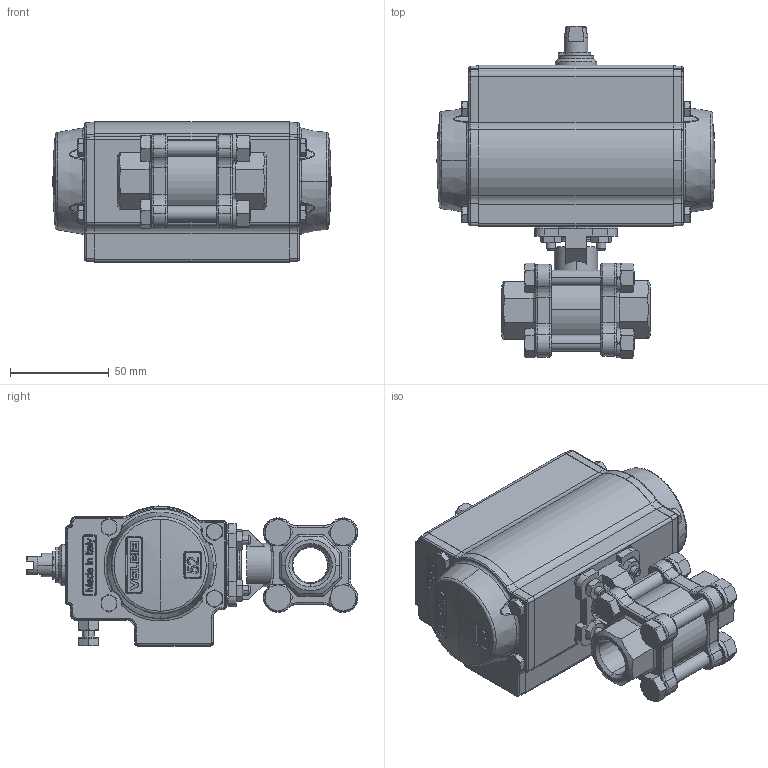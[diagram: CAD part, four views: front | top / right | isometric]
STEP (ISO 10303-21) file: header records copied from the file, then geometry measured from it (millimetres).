
FILE_DESCRIPTION (( 'STEP AP203' ), '1' );
FILE_NAME ('8700F-050_UT-0.STEP', '2017-11-13T21:03:41', ( '' ), ( '' ), 'SwSTEP 2.0', 'SolidWorks 2014', '' );
FILE_SCHEMA (( 'CONFIG_CONTROL_DESIGN' ));
Length unit declared in the file: inch
Products named in the file (1): 8700F-050_UT-0
Bounding box: 141.02 x 168.26 x 70.98 mm (x, y, z)
Surface area: 79873.6 mm2 (no closed solid volume)
Topology: 0 solids, 42 shells, 1584 faces, 4551 edges, 2935 vertices
Faces by surface type: plane 647, bspline 388, cone 285, cylinder 238, sphere 26
Entity records: 77038 total; most frequent: CARTESIAN_POINT 40454, ORIENTED_EDGE 8037, DIRECTION 6232, EDGE_CURVE 4537, VERTEX_POINT 2935, AXIS2_PLACEMENT_3D 2186, VECTOR 1860, LINE 1860
